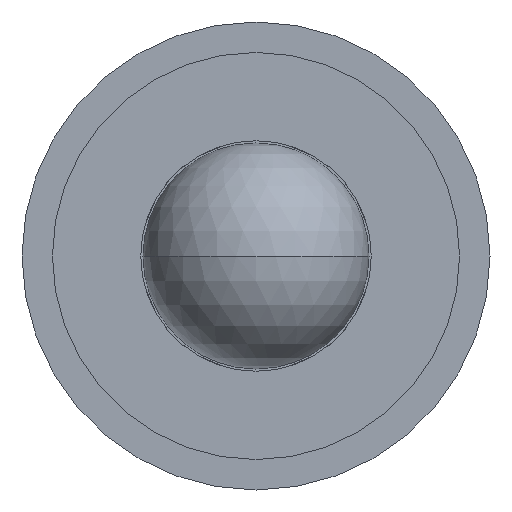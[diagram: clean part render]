
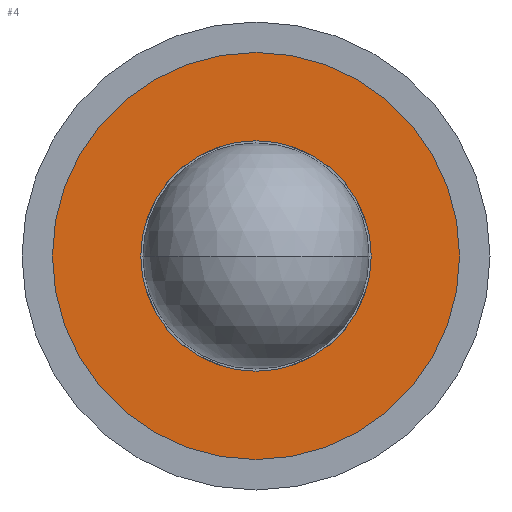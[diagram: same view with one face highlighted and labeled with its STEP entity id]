
A CAD part, front view. The second image highlights one B-rep face of the part: STEP entity #4.
In plain terms, the highlighted planar face has unit normal (0, -1, 0).
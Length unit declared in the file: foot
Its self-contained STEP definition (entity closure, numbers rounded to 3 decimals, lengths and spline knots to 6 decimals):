
#4 = ADVANCED_FACE ( 'NONE', ( #1853, #657 ), #535, .F. ) ;
#27 = CARTESIAN_POINT ( 'NONE',  ( 0., 0., -0.008855 ) ) ;
#33 = EDGE_CURVE ( 'NONE', #1554, #1323, #2317, .T. ) ;
#151 = DIRECTION ( 'NONE',  ( 0., 0., 1. ) ) ;
#165 = AXIS2_PLACEMENT_3D ( 'NONE', #2730, #2507, #1782 ) ;
#397 = DIRECTION ( 'NONE',  ( 0., 0., 1. ) ) ;
#485 = AXIS2_PLACEMENT_3D ( 'NONE', #933, #818, #151 ) ;
#489 = CARTESIAN_POINT ( 'NONE',  ( 0., 0., 0. ) ) ;
#535 = PLANE ( 'NONE',  #485 ) ;
#604 = CIRCLE ( 'NONE', #1845, 0.005013 ) ;
#620 = DIRECTION ( 'NONE',  ( 0., 1., 0. ) ) ;
#648 = DIRECTION ( 'NONE',  ( 0., 0., 1. ) ) ;
#657 = FACE_BOUND ( 'NONE', #1225, .T. ) ;
#818 = DIRECTION ( 'NONE',  ( 0., 1., 0. ) ) ;
#909 = ORIENTED_EDGE ( 'NONE', *, *, #2273, .T. ) ;
#933 = CARTESIAN_POINT ( 'NONE',  ( 0., 0., 0. ) ) ;
#1138 = EDGE_CURVE ( 'NONE', #2503, #1544, #2683, .T. ) ;
#1225 = EDGE_LOOP ( 'NONE', ( #1917, #909 ) ) ;
#1323 = VERTEX_POINT ( 'NONE', #2013 ) ;
#1398 = DIRECTION ( 'NONE',  ( 0., 1., 0. ) ) ;
#1511 = AXIS2_PLACEMENT_3D ( 'NONE', #1809, #1398, #397 ) ;
#1544 = VERTEX_POINT ( 'NONE', #2388 ) ;
#1554 = VERTEX_POINT ( 'NONE', #27 ) ;
#1598 = DIRECTION ( 'NONE',  ( 0., 1., 0. ) ) ;
#1609 = ORIENTED_EDGE ( 'NONE', *, *, #1935, .F. ) ;
#1782 = DIRECTION ( 'NONE',  ( 0., 0., 1. ) ) ;
#1809 = CARTESIAN_POINT ( 'NONE',  ( 0., 0., 0. ) ) ;
#1832 = CARTESIAN_POINT ( 'NONE',  ( 0., 0., 0. ) ) ;
#1845 = AXIS2_PLACEMENT_3D ( 'NONE', #1832, #1598, #648 ) ;
#1853 = FACE_OUTER_BOUND ( 'NONE', #2208, .T. ) ;
#1917 = ORIENTED_EDGE ( 'NONE', *, *, #1138, .T. ) ;
#1935 = EDGE_CURVE ( 'NONE', #1323, #1554, #3043, .T. ) ;
#2013 = CARTESIAN_POINT ( 'NONE',  ( 0., 0., 0.008855 ) ) ;
#2094 = CARTESIAN_POINT ( 'NONE',  ( 0., 0., 0.005013 ) ) ;
#2171 = AXIS2_PLACEMENT_3D ( 'NONE', #489, #620, #2442 ) ;
#2208 = EDGE_LOOP ( 'NONE', ( #1609, #2496 ) ) ;
#2273 = EDGE_CURVE ( 'NONE', #1544, #2503, #604, .T. ) ;
#2317 = CIRCLE ( 'NONE', #165, 0.008855 ) ;
#2388 = CARTESIAN_POINT ( 'NONE',  ( 0., 0., -0.005013 ) ) ;
#2442 = DIRECTION ( 'NONE',  ( 0., 0., 1. ) ) ;
#2496 = ORIENTED_EDGE ( 'NONE', *, *, #33, .F. ) ;
#2503 = VERTEX_POINT ( 'NONE', #2094 ) ;
#2507 = DIRECTION ( 'NONE',  ( 0., 1., 0. ) ) ;
#2683 = CIRCLE ( 'NONE', #2171, 0.005013 ) ;
#2730 = CARTESIAN_POINT ( 'NONE',  ( 0., 0., 0. ) ) ;
#3043 = CIRCLE ( 'NONE', #1511, 0.008855 ) ;
